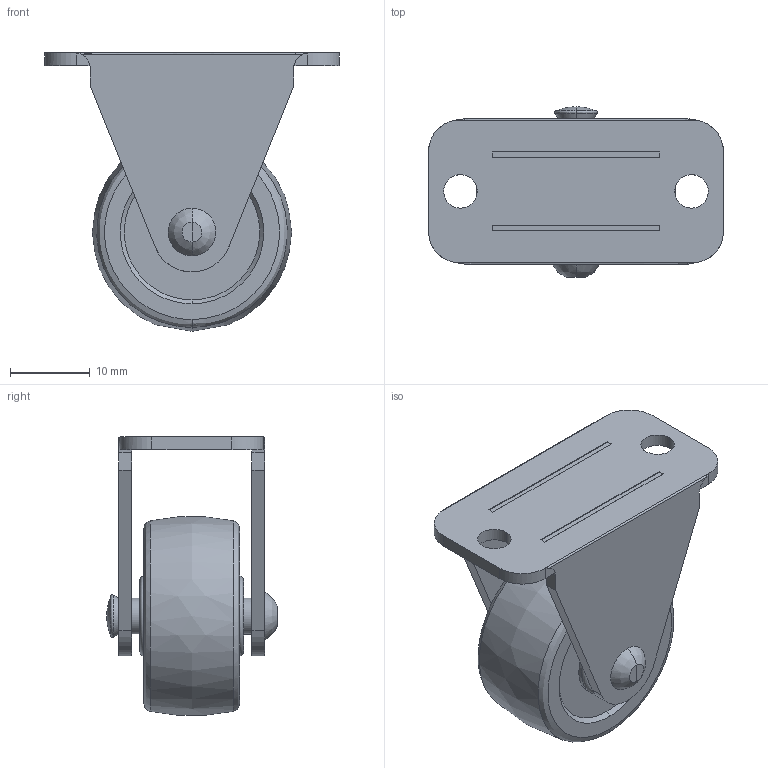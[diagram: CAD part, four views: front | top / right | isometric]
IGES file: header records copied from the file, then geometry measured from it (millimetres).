
Start section: ------------------------------------------------------------------------
Global section: file name: PC002.10632.TCA_420R_U25_19875.igs; native system: spGate; preprocessor: ver19.8.4 (****-****-****-****); author: Unknown; organization: Unknown; date: 250818.175739; units: millimetre
Bounding box: 37 x 21.41 x 34.94 mm (x, y, z)
Volume: 8060.8 mm3; surface area: 5661.2 mm2
Topology: 3 solids, 3 shells, 89 faces, 218 edges, 138 vertices
Faces by surface type: bspline 89
